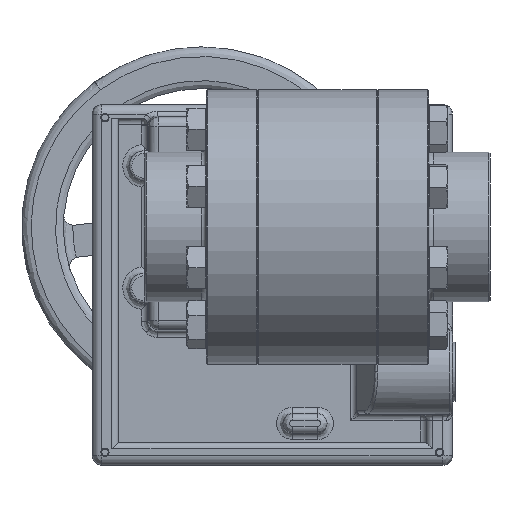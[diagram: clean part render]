
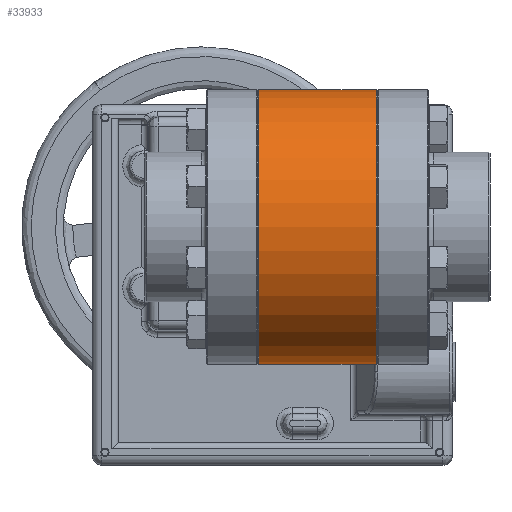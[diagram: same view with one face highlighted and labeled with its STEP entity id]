
A CAD part, front view. The second image highlights one B-rep face of the part: STEP entity #33933.
In plain terms, the highlighted cylindrical face has radius 67.691 mm (diameter 135.382 mm), a partial arc.
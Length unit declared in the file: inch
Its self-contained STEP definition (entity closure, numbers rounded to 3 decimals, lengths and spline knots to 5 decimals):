
#180 = CARTESIAN_POINT ( 'NONE',  ( 1.1425, 0., -2.665 ) ) ;
#562 = CARTESIAN_POINT ( 'NONE',  ( 1.1625, 0., 0. ) ) ;
#2618 = ORIENTED_EDGE ( 'NONE', *, *, #42077, .T. ) ;
#4872 = CIRCLE ( 'NONE', #23552, 2.665 ) ;
#5199 = CARTESIAN_POINT ( 'NONE',  ( 1.1425, 0., 2.665 ) ) ;
#5809 = LINE ( 'NONE', #31880, #41272 ) ;
#8351 = FACE_OUTER_BOUND ( 'NONE', #13050, .T. ) ;
#8894 = VERTEX_POINT ( 'NONE', #22729 ) ;
#9761 = ORIENTED_EDGE ( 'NONE', *, *, #40035, .T. ) ;
#11288 = DIRECTION ( 'NONE',  ( -1., 0., 0. ) ) ;
#11627 = EDGE_CURVE ( 'NONE', #29455, #8894, #34107, .T. ) ;
#12156 = CARTESIAN_POINT ( 'NONE',  ( -1.1425, 0., 0. ) ) ;
#13050 = EDGE_LOOP ( 'NONE', ( #31125, #24743, #9761, #2618 ) ) ;
#15605 = DIRECTION ( 'NONE',  ( 0., 0., -1. ) ) ;
#16498 = CARTESIAN_POINT ( 'NONE',  ( 1.1425, 0., 0. ) ) ;
#19223 = EDGE_CURVE ( 'NONE', #29455, #43390, #4872, .T. ) ;
#19952 = DIRECTION ( 'NONE',  ( 0., 0., -1. ) ) ;
#20189 = CIRCLE ( 'NONE', #36825, 2.665 ) ;
#22729 = CARTESIAN_POINT ( 'NONE',  ( -1.1425, 0., -2.665 ) ) ;
#23552 = AXIS2_PLACEMENT_3D ( 'NONE', #16498, #40533, #19952 ) ;
#24743 = ORIENTED_EDGE ( 'NONE', *, *, #19223, .T. ) ;
#27893 = VERTEX_POINT ( 'NONE', #34434 ) ;
#28328 = DIRECTION ( 'NONE',  ( -1., 0., 0. ) ) ;
#29455 = VERTEX_POINT ( 'NONE', #180 ) ;
#31125 = ORIENTED_EDGE ( 'NONE', *, *, #11627, .F. ) ;
#31880 = CARTESIAN_POINT ( 'NONE',  ( 1.1625, 0., 2.665 ) ) ;
#33933 = ADVANCED_FACE ( 'NONE', ( #8351 ), #42734, .T. ) ;
#34107 = LINE ( 'NONE', #38914, #43214 ) ;
#34434 = CARTESIAN_POINT ( 'NONE',  ( -1.1425, 0., 2.665 ) ) ;
#35478 = DIRECTION ( 'NONE',  ( -1., 0., 0. ) ) ;
#36191 = DIRECTION ( 'NONE',  ( 1., 0., 0. ) ) ;
#36825 = AXIS2_PLACEMENT_3D ( 'NONE', #12156, #36191, #15605 ) ;
#38519 = DIRECTION ( 'NONE',  ( 0., 0., 1. ) ) ;
#38914 = CARTESIAN_POINT ( 'NONE',  ( 1.1625, 0., -2.665 ) ) ;
#39161 = AXIS2_PLACEMENT_3D ( 'NONE', #562, #28328, #38519 ) ;
#40035 = EDGE_CURVE ( 'NONE', #43390, #27893, #5809, .T. ) ;
#40533 = DIRECTION ( 'NONE',  ( -1., 0., 0. ) ) ;
#41272 = VECTOR ( 'NONE', #11288, 39.37008 ) ;
#42077 = EDGE_CURVE ( 'NONE', #27893, #8894, #20189, .T. ) ;
#42734 = CYLINDRICAL_SURFACE ( 'NONE', #39161, 2.665 ) ;
#43214 = VECTOR ( 'NONE', #35478, 39.37008 ) ;
#43390 = VERTEX_POINT ( 'NONE', #5199 ) ;
